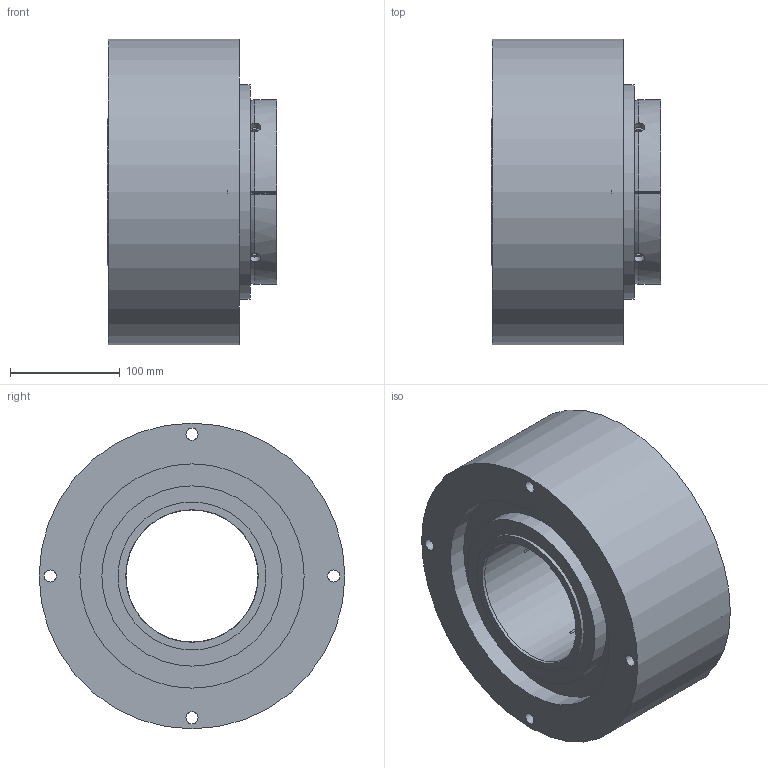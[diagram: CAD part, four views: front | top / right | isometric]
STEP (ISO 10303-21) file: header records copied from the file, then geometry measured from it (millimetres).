
FILE_DESCRIPTION (( 'STEP AP214' ), '1' );
FILE_NAME ('DHS-120-4k.STEP', '2024-04-02T06:56:26', ( '' ), ( '' ), 'SwSTEP 2.0', 'SolidWorks 2023', '' );
FILE_SCHEMA (( 'AUTOMOTIVE_DESIGN' ));
Length unit declared in the file: millimetre
Products named in the file (1): DHS-120-4k
Bounding box: 153.8 x 278 x 278 mm (x, y, z)
Volume: 6097390 mm3; surface area: 452860.6 mm2
Topology: 2 solids, 2 shells, 91 faces, 236 edges, 156 vertices
Faces by surface type: plane 47, cylinder 40, cone 4
Full cylindrical faces by diameter (mm): 6.6 x4, 11 x8, 18 x4, 120 x1, 120.5 x1, 134.5 x1, 164 x1, 165 x1, 195 x1, 204 x1, 278 x1
Entity records: 4371 total; most frequent: CARTESIAN_POINT 1120, DIRECTION 468, ORIENTED_EDGE 420, EDGE_CURVE 210, AXIS2_PLACEMENT_3D 186, VERTEX_POINT 154, EDGE_LOOP 142, FACE_OUTER_BOUND 115
